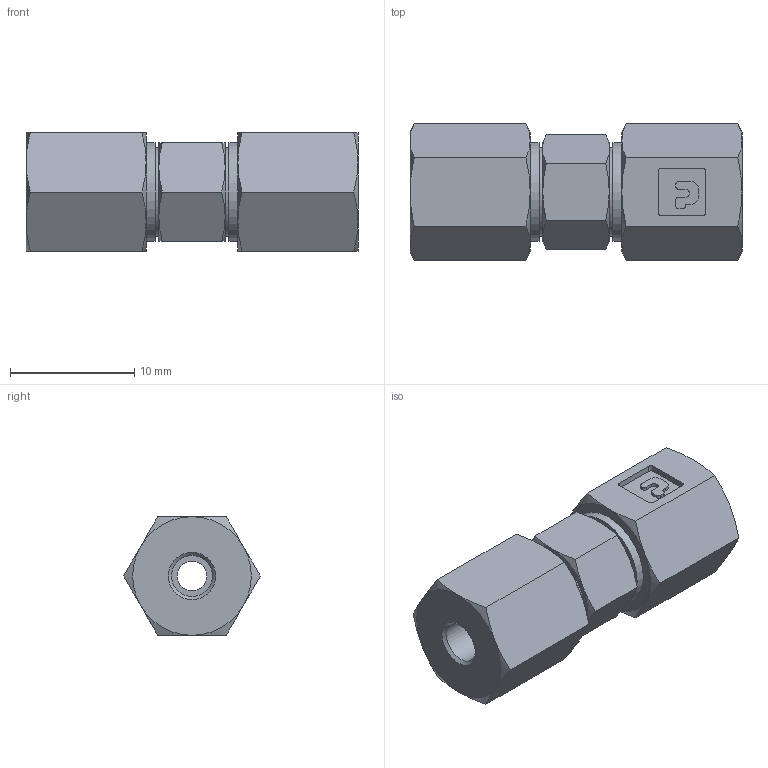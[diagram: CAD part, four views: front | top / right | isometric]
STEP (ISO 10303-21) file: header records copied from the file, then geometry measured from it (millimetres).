
FILE_DESCRIPTION(/* description */ ('Union'),/* implementation_level */ '2;1');
FILE_NAME(/* name */ 'Union_62C-2.ipt.stp',/* time_stamp */ '2017-12-11T12:32:44-08:00',/* author */ ('shivaji'),/* organization */ (''),/* preprocessor_version */ 'ST-DEVELOPER v16.13',/* originating_system */ 'Autodesk Inventor 2018',/* authorisation */ '');
FILE_SCHEMA (('AUTOMOTIVE_DESIGN { 1 0 10303 214 3 1 1 }'));
Length unit declared in the file: inch
Products named in the file (1): 62C-2
Bounding box: 26.67 x 11 x 9.53 mm (x, y, z)
Volume: 1683.3 mm3; surface area: 1344.4 mm2
Topology: 1 solids, 1 shells, 131 faces, 347 edges, 262 vertices
Faces by surface type: plane 60, cone 38, cylinder 33
Full cylindrical faces by diameter (mm): 2.388 x1, 3.302 x2, 7.144 x2, 7.938 x2
Entity records: 3905 total; most frequent: CARTESIAN_POINT 853, DIRECTION 626, ORIENTED_EDGE 608, EDGE_CURVE 304, AXIS2_PLACEMENT_3D 249, VERTEX_POINT 196, EDGE_LOOP 154, FACE_OUTER_BOUND 131
